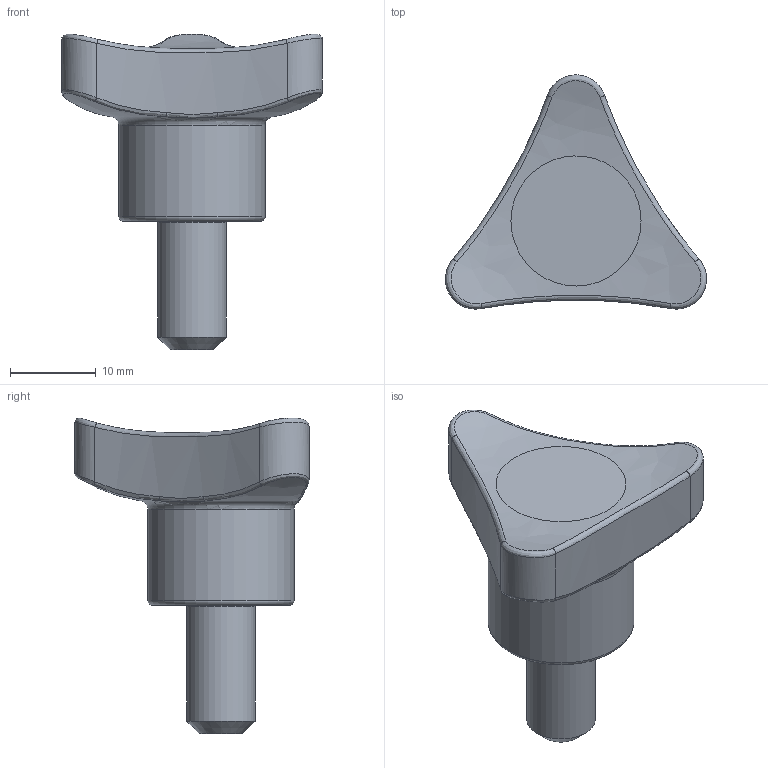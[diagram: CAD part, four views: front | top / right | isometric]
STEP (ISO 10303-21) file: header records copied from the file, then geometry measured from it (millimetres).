
FILE_DESCRIPTION( ( 'Unknown' ), '1' );
FILE_NAME( '6110025_3P34-P.stp', 'Unknown', ( 'Unknown' ), ( 'Unknown' ), 'PSStep 11.0', 'Unknown', ' ' );
FILE_SCHEMA( ( 'AUTOMOTIVE_DESIGN { 1 0 10303 214 1 1 1 1 }' ) );
Length unit declared in the file: millimetre
Products named in the file (1): 1833134
Bounding box: 30.38 x 27.25 x 36.77 mm (x, y, z)
Volume: 7167.6 mm3; surface area: 2675 mm2
Topology: 1 solids, 2 shells, 41 faces, 89 edges, 52 vertices
Faces by surface type: bspline 22, cylinder 9, plane 4, torus 3, cone 3
Full cylindrical faces by diameter (mm): 8 x2, 17 x1
Entity records: 5307 total; most frequent: CARTESIAN_POINT 4272, ORIENTED_EDGE 150, DIRECTION 112, EDGE_CURVE 75, AXIS2_PLACEMENT_3D 53, EDGE_LOOP 53, FACE_OUTER_BOUND 48, VERTEX_POINT 48
